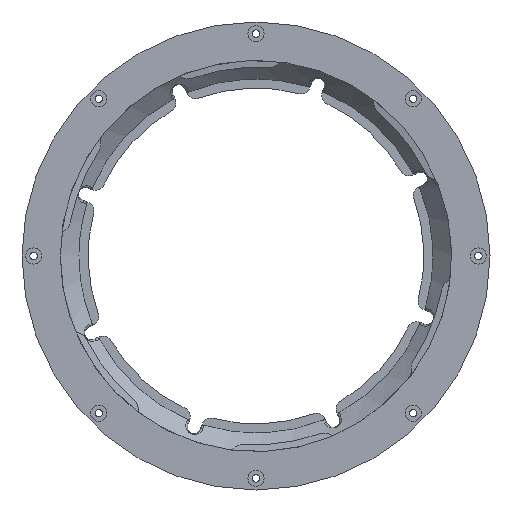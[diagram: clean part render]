
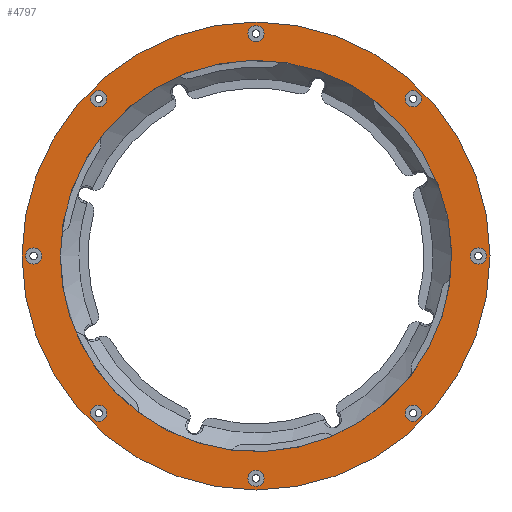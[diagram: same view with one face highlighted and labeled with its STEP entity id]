
A CAD part, left-side view. The second image highlights one B-rep face of the part: STEP entity #4797.
In plain terms, the highlighted planar face has unit normal (-1, 0, 0).
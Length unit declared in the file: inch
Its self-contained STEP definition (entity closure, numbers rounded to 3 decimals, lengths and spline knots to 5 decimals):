
#75=FACE_BOUND($,#1337,.T.);
#76=FACE_BOUND($,#1338,.T.);
#77=FACE_BOUND($,#1339,.T.);
#78=FACE_BOUND($,#1340,.T.);
#79=FACE_BOUND($,#1341,.T.);
#80=FACE_BOUND($,#1342,.T.);
#81=FACE_BOUND($,#1343,.T.);
#82=FACE_BOUND($,#1344,.T.);
#83=FACE_BOUND($,#1345,.T.);
#84=FACE_BOUND($,#1346,.T.);
#128=PLANE($,#5271);
#1337=EDGE_LOOP($,(#4390));
#1338=EDGE_LOOP($,(#4391));
#1339=EDGE_LOOP($,(#4392));
#1340=EDGE_LOOP($,(#4393));
#1341=EDGE_LOOP($,(#4394));
#1342=EDGE_LOOP($,(#4395));
#1343=EDGE_LOOP($,(#4396));
#1344=EDGE_LOOP($,(#4397));
#1345=EDGE_LOOP($,(#4398));
#1346=EDGE_LOOP($,(#4399));
#1805=CIRCLE($,#5090,6.315);
#1806=CIRCLE($,#5147,5.281);
#1846=CIRCLE($,#5227,0.219);
#1849=CIRCLE($,#5233,0.219);
#1852=CIRCLE($,#5239,0.219);
#1855=CIRCLE($,#5245,0.219);
#1858=CIRCLE($,#5251,0.219);
#1861=CIRCLE($,#5257,0.219);
#1864=CIRCLE($,#5263,0.219);
#1867=CIRCLE($,#5269,0.219);
#2070=VERTEX_POINT($,#8449);
#2231=VERTEX_POINT($,#11275);
#2287=VERTEX_POINT($,#12783);
#2290=VERTEX_POINT($,#12792);
#2293=VERTEX_POINT($,#12801);
#2296=VERTEX_POINT($,#12810);
#2299=VERTEX_POINT($,#12819);
#2302=VERTEX_POINT($,#12828);
#2305=VERTEX_POINT($,#12837);
#2308=VERTEX_POINT($,#12846);
#2635=EDGE_CURVE($,#2070,#2070,#1805,.T.);
#2870=EDGE_CURVE($,#2231,#2231,#1806,.T.);
#2984=EDGE_CURVE($,#2287,#2287,#1846,.T.);
#2987=EDGE_CURVE($,#2290,#2290,#1849,.T.);
#2990=EDGE_CURVE($,#2293,#2293,#1852,.T.);
#2993=EDGE_CURVE($,#2296,#2296,#1855,.T.);
#2996=EDGE_CURVE($,#2299,#2299,#1858,.T.);
#2999=EDGE_CURVE($,#2302,#2302,#1861,.T.);
#3002=EDGE_CURVE($,#2305,#2305,#1864,.T.);
#3005=EDGE_CURVE($,#2308,#2308,#1867,.T.);
#4390=ORIENTED_EDGE($,*,*,#2984,.T.);
#4391=ORIENTED_EDGE($,*,*,#2987,.T.);
#4392=ORIENTED_EDGE($,*,*,#2990,.T.);
#4393=ORIENTED_EDGE($,*,*,#2993,.T.);
#4394=ORIENTED_EDGE($,*,*,#2996,.T.);
#4395=ORIENTED_EDGE($,*,*,#2999,.T.);
#4396=ORIENTED_EDGE($,*,*,#3002,.T.);
#4397=ORIENTED_EDGE($,*,*,#3005,.T.);
#4398=ORIENTED_EDGE($,*,*,#2870,.T.);
#4399=ORIENTED_EDGE($,*,*,#2635,.F.);
#4797=ADVANCED_FACE($,(#75,#76,#77,#78,#79,#80,#81,#82,#83,#84),#128,.T.);
#5090=AXIS2_PLACEMENT_3D($,#8450,#5928,#5929);
#5147=AXIS2_PLACEMENT_3D($,#11276,#6122,#6123);
#5227=AXIS2_PLACEMENT_3D($,#12784,#6302,#6303);
#5233=AXIS2_PLACEMENT_3D($,#12793,#6314,#6315);
#5239=AXIS2_PLACEMENT_3D($,#12802,#6326,#6327);
#5245=AXIS2_PLACEMENT_3D($,#12811,#6338,#6339);
#5251=AXIS2_PLACEMENT_3D($,#12820,#6350,#6351);
#5257=AXIS2_PLACEMENT_3D($,#12829,#6362,#6363);
#5263=AXIS2_PLACEMENT_3D($,#12838,#6374,#6375);
#5269=AXIS2_PLACEMENT_3D($,#12847,#6386,#6387);
#5271=AXIS2_PLACEMENT_3D($,#12849,#6390,#6391);
#5928=DIRECTION('center_axis',(1.,0.,0.));
#5929=DIRECTION('ref_axis',(0.,0.,-1.));
#6122=DIRECTION('center_axis',(1.,0.,0.));
#6123=DIRECTION('ref_axis',(0.,0.,-1.));
#6302=DIRECTION('center_axis',(1.,0.,0.));
#6303=DIRECTION('ref_axis',(0.,0.707,0.707));
#6314=DIRECTION('center_axis',(1.,0.,0.));
#6315=DIRECTION('ref_axis',(0.,1.,0.));
#6326=DIRECTION('center_axis',(1.,0.,0.));
#6327=DIRECTION('ref_axis',(0.,0.707,-0.707));
#6338=DIRECTION('center_axis',(1.,0.,0.));
#6339=DIRECTION('ref_axis',(0.,0.,-1.));
#6350=DIRECTION('center_axis',(1.,0.,0.));
#6351=DIRECTION('ref_axis',(0.,-0.707,-0.707));
#6362=DIRECTION('center_axis',(1.,0.,0.));
#6363=DIRECTION('ref_axis',(0.,-1.,0.));
#6374=DIRECTION('center_axis',(1.,0.,0.));
#6375=DIRECTION('ref_axis',(0.,-0.707,0.707));
#6386=DIRECTION('center_axis',(1.,0.,0.));
#6387=DIRECTION('ref_axis',(0.,0.,1.));
#6390=DIRECTION('center_axis',(-1.,0.,0.));
#6391=DIRECTION('ref_axis',(0.,0.,1.));
#8449=CARTESIAN_POINT('',(0.,6.315,0.));
#8450=CARTESIAN_POINT('Origin',(0.,0.,0.));
#11275=CARTESIAN_POINT('',(0.,3.17819,-4.21759));
#11276=CARTESIAN_POINT('Origin',(0.,0.,0.));
#12783=CARTESIAN_POINT('',(0.,4.3975,-4.08778));
#12784=CARTESIAN_POINT('Origin',(0.,4.24264,-4.24264));
#12792=CARTESIAN_POINT('',(0.,0.219,-6.));
#12793=CARTESIAN_POINT('Origin',(0.,0.,-6.));
#12801=CARTESIAN_POINT('',(0.,-4.08778,-4.3975));
#12802=CARTESIAN_POINT('Origin',(0.,-4.24264,-4.24264));
#12810=CARTESIAN_POINT('',(0.,-6.,-0.219));
#12811=CARTESIAN_POINT('Origin',(0.,-6.,0.));
#12819=CARTESIAN_POINT('',(0.,-4.3975,4.08778));
#12820=CARTESIAN_POINT('Origin',(0.,-4.24264,4.24264));
#12828=CARTESIAN_POINT('',(0.,-0.219,6.));
#12829=CARTESIAN_POINT('Origin',(0.,0.,6.));
#12837=CARTESIAN_POINT('',(0.,4.08778,4.3975));
#12838=CARTESIAN_POINT('Origin',(0.,4.24264,4.24264));
#12846=CARTESIAN_POINT('',(0.,6.,0.219));
#12847=CARTESIAN_POINT('Origin',(0.,6.,0.));
#12849=CARTESIAN_POINT('Origin',(0.,6.315,0.));
